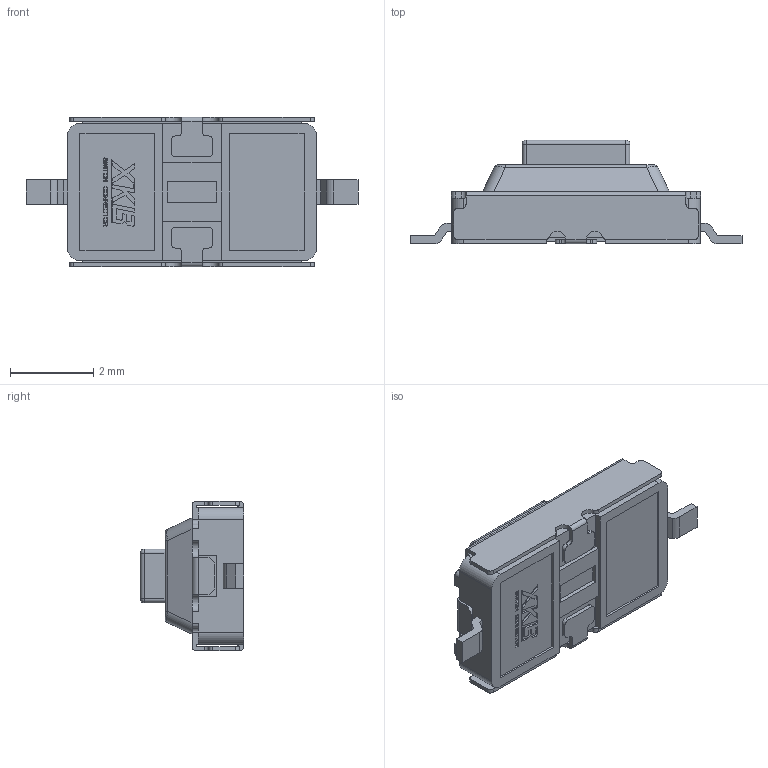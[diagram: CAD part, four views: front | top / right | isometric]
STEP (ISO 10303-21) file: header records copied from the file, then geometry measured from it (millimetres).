
FILE_DESCRIPTION(('STEP AP214'),'1');
FILE_NAME('ts-1101-c-r.stp','2019-12-16T13:27:41',('TraceParts'),('TraceParts S.A.'),'Spatial InterOp 3D',' ',' ');
FILE_SCHEMA(('AUTOMOTIVE_DESIGN { 1 0 10303 214 1 1 1 1 }'));
Length unit declared in the file: millimetre
Products named in the file (1): ts-1101-c-r
Bounding box: 8 x 2.5 x 3.6 mm (x, y, z)
Volume: 33.8 mm3; surface area: 111.3 mm2
Topology: 1 solids, 1 shells, 657 faces, 1856 edges, 1228 vertices
Faces by surface type: plane 561, cylinder 88, bspline 4, sphere 4
Entity records: 21161 total; most frequent: CARTESIAN_POINT 3994, ORIENTED_EDGE 3712, DIRECTION 3320, EDGE_CURVE 1856, LINE 1676, VECTOR 1676, VERTEX_POINT 1228, AXIS2_PLACEMENT_3D 822
